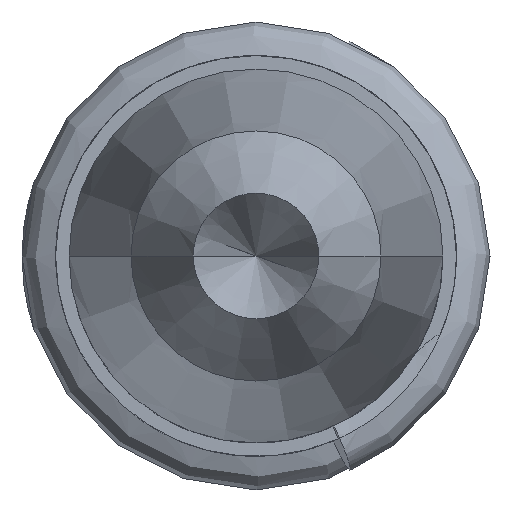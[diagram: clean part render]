
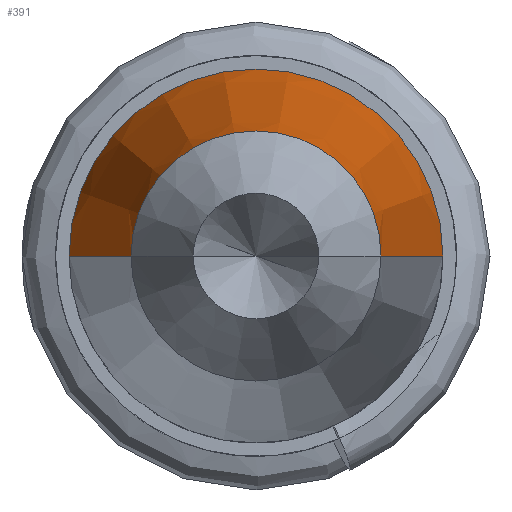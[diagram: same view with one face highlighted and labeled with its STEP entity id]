
A CAD part, left-side view. The second image highlights one B-rep face of the part: STEP entity #391.
In plain terms, the highlighted conical face has half-angle 6.231 degrees and reference radius 5.566 mm.
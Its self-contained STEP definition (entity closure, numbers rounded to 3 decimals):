
#13 = CARTESIAN_POINT ( 'NONE',  ( -52.952, -26.334, -0.001 ) ) ;
#391 = ADVANCED_FACE ( 'NONE', ( #2208 ), #3130, .T. ) ;
#439 = LINE ( 'NONE', #2344, #6627 ) ;
#580 = CARTESIAN_POINT ( 'NONE',  ( -69.825, -35.624, -0.001 ) ) ;
#640 = LINE ( 'NONE', #7967, #5526 ) ;
#699 = DIRECTION ( 'NONE',  ( 0., 1., 0. ) ) ;
#960 = ORIENTED_EDGE ( 'NONE', *, *, #1711, .T. ) ;
#1391 = CARTESIAN_POINT ( 'NONE',  ( -52.952, -31.9, -0.001 ) ) ;
#1711 = EDGE_CURVE ( 'NONE', #2384, #7279, #439, .T. ) ;
#2156 = AXIS2_PLACEMENT_3D ( 'NONE', #4831, #3437, #699 ) ;
#2208 = FACE_OUTER_BOUND ( 'NONE', #4622, .T. ) ;
#2344 = CARTESIAN_POINT ( 'NONE',  ( -52.952, -37.466, -0.001 ) ) ;
#2384 = VERTEX_POINT ( 'NONE', #580 ) ;
#2450 = AXIS2_PLACEMENT_3D ( 'NONE', #7613, #3027, #6265 ) ;
#2586 = CIRCLE ( 'NONE', #7457, 5.566 ) ;
#2864 = CIRCLE ( 'NONE', #2450, 3.723 ) ;
#3027 = DIRECTION ( 'NONE',  ( -1., 0., 0. ) ) ;
#3130 = CONICAL_SURFACE ( 'NONE', #2156, 5.566, 0.109 ) ;
#3327 = EDGE_CURVE ( 'NONE', #7279, #5243, #2586, .T. ) ;
#3437 = DIRECTION ( 'NONE',  ( 1., 0., 0. ) ) ;
#3650 = CARTESIAN_POINT ( 'NONE',  ( -52.952, -37.466, -0.001 ) ) ;
#4093 = DIRECTION ( 'NONE',  ( 0., -1., 0. ) ) ;
#4622 = EDGE_LOOP ( 'NONE', ( #5794, #960, #5316, #7952 ) ) ;
#4734 = DIRECTION ( 'NONE',  ( 0.994, 0.109, 0. ) ) ;
#4831 = CARTESIAN_POINT ( 'NONE',  ( -52.952, -31.9, -0.001 ) ) ;
#5243 = VERTEX_POINT ( 'NONE', #13 ) ;
#5316 = ORIENTED_EDGE ( 'NONE', *, *, #3327, .T. ) ;
#5526 = VECTOR ( 'NONE', #4734, 1000. ) ;
#5561 = EDGE_CURVE ( 'NONE', #2384, #7234, #2864, .T. ) ;
#5794 = ORIENTED_EDGE ( 'NONE', *, *, #5561, .F. ) ;
#6265 = DIRECTION ( 'NONE',  ( 0., -1., 0. ) ) ;
#6627 = VECTOR ( 'NONE', #7715, 1000. ) ;
#7234 = VERTEX_POINT ( 'NONE', #7619 ) ;
#7279 = VERTEX_POINT ( 'NONE', #3650 ) ;
#7457 = AXIS2_PLACEMENT_3D ( 'NONE', #1391, #8148, #4093 ) ;
#7613 = CARTESIAN_POINT ( 'NONE',  ( -69.825, -31.9, -0.001 ) ) ;
#7619 = CARTESIAN_POINT ( 'NONE',  ( -69.825, -28.177, -0.001 ) ) ;
#7715 = DIRECTION ( 'NONE',  ( 0.994, -0.109, 0. ) ) ;
#7952 = ORIENTED_EDGE ( 'NONE', *, *, #8537, .F. ) ;
#7967 = CARTESIAN_POINT ( 'NONE',  ( -52.952, -26.334, -0.001 ) ) ;
#8148 = DIRECTION ( 'NONE',  ( -1., 0., 0. ) ) ;
#8537 = EDGE_CURVE ( 'NONE', #7234, #5243, #640, .T. ) ;
